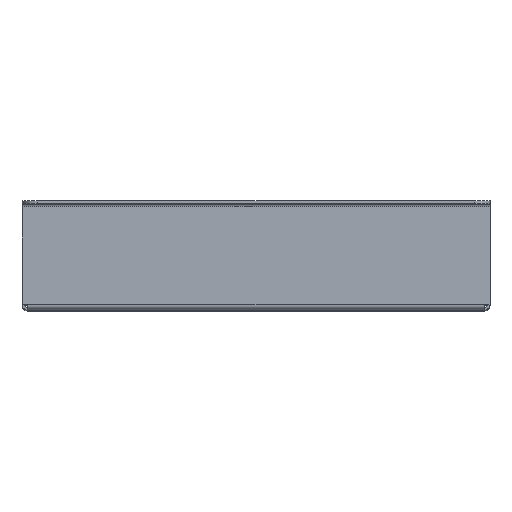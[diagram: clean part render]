
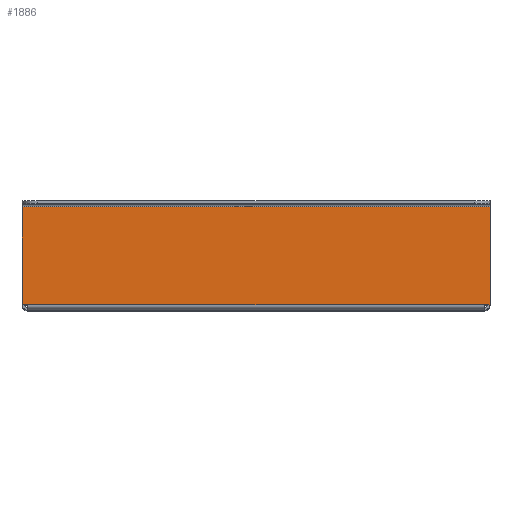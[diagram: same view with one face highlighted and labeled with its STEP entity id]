
A CAD part, top view. The second image highlights one B-rep face of the part: STEP entity #1886.
In plain terms, the highlighted planar face has unit normal (0, 0, 1).
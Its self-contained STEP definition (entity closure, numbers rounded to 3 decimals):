
#158=PLANE('',#2103);
#258=FACE_OUTER_BOUND('',#422,.T.);
#422=EDGE_LOOP('',(#1508,#1509,#1510,#1511,#1512,#1513));
#573=LINE('',#3071,#689);
#580=LINE('',#3094,#696);
#581=LINE('',#3096,#697);
#582=LINE('',#3098,#698);
#583=LINE('',#3100,#699);
#584=LINE('',#3101,#700);
#689=VECTOR('',#2534,150.);
#696=VECTOR('',#2563,31.353);
#697=VECTOR('',#2564,1.824);
#698=VECTOR('',#2565,146.353);
#699=VECTOR('',#2566,1.824);
#700=VECTOR('',#2567,31.353);
#1002=VERTEX_POINT('',#3060);
#1003=VERTEX_POINT('',#3064);
#1008=VERTEX_POINT('',#3093);
#1009=VERTEX_POINT('',#3095);
#1010=VERTEX_POINT('',#3097);
#1011=VERTEX_POINT('',#3099);
#1193=EDGE_CURVE('',#1002,#1003,#573,.T.);
#1204=EDGE_CURVE('',#1008,#1003,#580,.T.);
#1205=EDGE_CURVE('',#1009,#1008,#581,.T.);
#1206=EDGE_CURVE('',#1009,#1010,#582,.T.);
#1207=EDGE_CURVE('',#1011,#1010,#583,.T.);
#1208=EDGE_CURVE('',#1002,#1011,#584,.T.);
#1508=ORIENTED_EDGE('',*,*,#1193,.T.);
#1509=ORIENTED_EDGE('',*,*,#1204,.F.);
#1510=ORIENTED_EDGE('',*,*,#1205,.F.);
#1511=ORIENTED_EDGE('',*,*,#1206,.T.);
#1512=ORIENTED_EDGE('',*,*,#1207,.F.);
#1513=ORIENTED_EDGE('',*,*,#1208,.F.);
#1886=ADVANCED_FACE('',(#258),#158,.F.);
#2103=AXIS2_PLACEMENT_3D('',#3092,#2561,#2562);
#2534=DIRECTION('',(-1.,0.,0.));
#2561=DIRECTION('center_axis',(0.,0.,
-1.));
#2562=DIRECTION('ref_axis',(0.,1.,0.));
#2563=DIRECTION('',(0.,1.,0.));
#2564=DIRECTION('',(-1.,0.,0.));
#2565=DIRECTION('',(1.,0.,0.));
#2566=DIRECTION('',(-1.,0.,0.));
#2567=DIRECTION('',(0.,-1.,0.));
#3060=CARTESIAN_POINT('',(75.,33.176,75.));
#3064=CARTESIAN_POINT('',(-75.,33.176,75.));
#3071=CARTESIAN_POINT('',(-37.5,33.176,75.));
#3092=CARTESIAN_POINT('Origin',(0.,17.401,
75.));
#3093=CARTESIAN_POINT('',(-75.,1.824,75.));
#3094=CARTESIAN_POINT('',(-75.,1.824,75.));
#3095=CARTESIAN_POINT('',(-73.176,1.824,75.));
#3096=CARTESIAN_POINT('',(-73.176,1.824,75.));
#3097=CARTESIAN_POINT('',(73.176,1.824,75.));
#3098=CARTESIAN_POINT('',(0.,1.824,75.));
#3099=CARTESIAN_POINT('',(75.,1.824,75.));
#3100=CARTESIAN_POINT('',(73.176,1.824,75.));
#3101=CARTESIAN_POINT('',(75.,1.824,75.));
